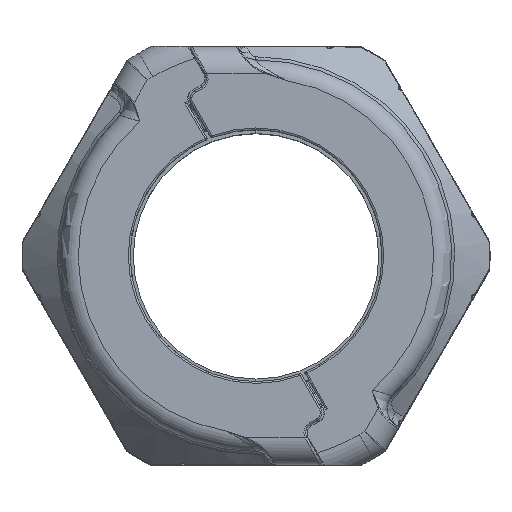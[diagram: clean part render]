
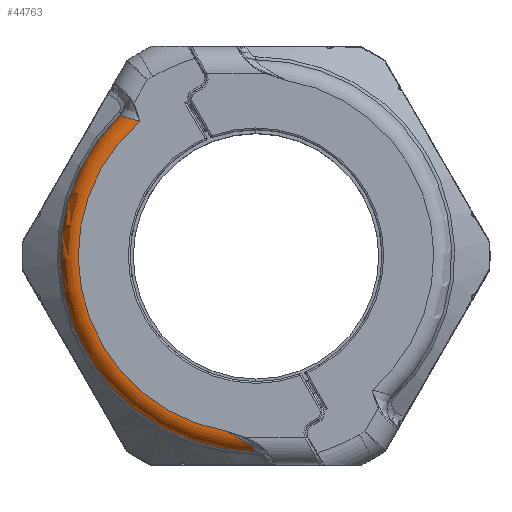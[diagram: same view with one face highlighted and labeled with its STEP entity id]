
A CAD part, top view. The second image highlights one B-rep face of the part: STEP entity #44763.
In plain terms, the highlighted toroidal (fillet/blend) face has major radius 19.487 mm and minor radius 2 mm.
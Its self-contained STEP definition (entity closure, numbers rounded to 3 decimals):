
#16 = CARTESIAN_POINT ( 'NONE',  ( -17.695, 10.948, 19.517 ) ) ;
#1488 = AXIS2_PLACEMENT_3D ( 'NONE', #48245, #24431, #28440 ) ;
#2848 = CARTESIAN_POINT ( 'NONE',  ( 20.01, 4.52, 19.712 ) ) ;
#4040 = CARTESIAN_POINT ( 'NONE',  ( -17.363, 11.082, 19.671 ) ) ;
#5925 = EDGE_CURVE ( 'NONE', #12563, #13119, #16626, .T. ) ;
#6716 = CARTESIAN_POINT ( 'NONE',  ( 19.491, 4.02, 19.966 ) ) ;
#6886 = CARTESIAN_POINT ( 'NONE',  ( 20.326, 4.815, 19.433 ) ) ;
#8059 = CARTESIAN_POINT ( 'NONE',  ( -17.121, 11.217, 19.75 ) ) ;
#9543 = DIRECTION ( 'NONE',  ( 0., 0., 1. ) ) ;
#9942 = TOROIDAL_SURFACE ( 'NONE', #1488, 19.487, 2. ) ;
#10910 = CARTESIAN_POINT ( 'NONE',  ( 20.627, 5.088, 18.936 ) ) ;
#11189 = AXIS2_PLACEMENT_3D ( 'NONE', #15690, #43505, #19685 ) ;
#12082 = CARTESIAN_POINT ( 'NONE',  ( -16.383, 11.64, 19.916 ) ) ;
#12563 = VERTEX_POINT ( 'NONE', #51607 ) ;
#13119 = VERTEX_POINT ( 'NONE', #22660 ) ;
#14918 = CARTESIAN_POINT ( 'NONE',  ( 20.749, 5.197, 18.587 ) ) ;
#15690 = CARTESIAN_POINT ( 'NONE',  ( -0.013, 0., 18.34 ) ) ;
#15927 = CARTESIAN_POINT ( 'NONE',  ( -18.328, 10.77, 18.954 ) ) ;
#16100 = CARTESIAN_POINT ( 'NONE',  ( -15.384, 12.208, 20. ) ) ;
#16626 = B_SPLINE_CURVE_WITH_KNOTS ( 'NONE', 3,
 ( #22749, #46409, #6716, #50568, #26751, #2848, #30747, #6886, #34752, #10910, #38769, #14918, #42734, #18934 ),
 .UNSPECIFIED., .F., .F.,
 ( 4, 2, 2, 2, 2, 2, 4 ),
 ( 0., 0.001, 0.001, 0.002, 0.002, 0.003, 0.003 ),
 .UNSPECIFIED. ) ;
#17313 = VERTEX_POINT ( 'NONE', #46360 ) ;
#17758 = AXIS2_PLACEMENT_3D ( 'NONE', #33364, #9543, #37399 ) ;
#18934 = CARTESIAN_POINT ( 'NONE',  ( 20.795, 5.238, 18.34 ) ) ;
#19685 = DIRECTION ( 'NONE',  ( -1., 0., 0. ) ) ;
#19921 = CARTESIAN_POINT ( 'NONE',  ( -18.143, 10.812, 19.173 ) ) ;
#21141 = VERTEX_POINT ( 'NONE', #29897 ) ;
#22660 = CARTESIAN_POINT ( 'NONE',  ( 20.795, 5.238, 18.34 ) ) ;
#22732 = EDGE_CURVE ( 'NONE', #13119, #21141, #37091, .T. ) ;
#22749 = CARTESIAN_POINT ( 'NONE',  ( 19.128, 3.653, 20. ) ) ;
#23922 = CARTESIAN_POINT ( 'NONE',  ( -17.854, 10.894, 19.421 ) ) ;
#24431 = DIRECTION ( 'NONE',  ( 0., 0., 1. ) ) ;
#26751 = CARTESIAN_POINT ( 'NONE',  ( 19.841, 4.36, 19.818 ) ) ;
#27933 = CARTESIAN_POINT ( 'NONE',  ( -17.447, 11.046, 19.637 ) ) ;
#28440 = DIRECTION ( 'NONE',  ( 1., 0., 0. ) ) ;
#29897 = CARTESIAN_POINT ( 'NONE',  ( -18.602, 10.718, 18.34 ) ) ;
#29960 = EDGE_LOOP ( 'NONE', ( #50387, #49734, #50426, #36294 ) ) ;
#30200 = EDGE_CURVE ( 'NONE', #12563, #17313, #36896, .T. ) ;
#30747 = CARTESIAN_POINT ( 'NONE',  ( 20.093, 4.598, 19.649 ) ) ;
#31738 = CARTESIAN_POINT ( 'NONE',  ( -18.602, 10.718, 18.34 ) ) ;
#31898 = CARTESIAN_POINT ( 'NONE',  ( -17.201, 11.17, 19.726 ) ) ;
#32252 = EDGE_CURVE ( 'NONE', #21141, #17313, #46479, .T. ) ;
#33364 = CARTESIAN_POINT ( 'NONE',  ( -0.013, 0., 20. ) ) ;
#34752 = CARTESIAN_POINT ( 'NONE',  ( 20.465, 4.942, 19.251 ) ) ;
#35767 = CARTESIAN_POINT ( 'NONE',  ( -18.56, 10.726, 18.528 ) ) ;
#35919 = CARTESIAN_POINT ( 'NONE',  ( -16.715, 11.45, 19.86 ) ) ;
#36294 = ORIENTED_EDGE ( 'NONE', *, *, #30200, .F. ) ;
#36896 = CIRCLE ( 'NONE', #17758, 19.487 ) ;
#37091 = CIRCLE ( 'NONE', #11189, 21.458 ) ;
#37399 = DIRECTION ( 'NONE',  ( 1., 0., 0. ) ) ;
#38769 = CARTESIAN_POINT ( 'NONE',  ( 20.674, 5.13, 18.822 ) ) ;
#39764 = CARTESIAN_POINT ( 'NONE',  ( -18.482, 10.74, 18.711 ) ) ;
#39939 = CARTESIAN_POINT ( 'NONE',  ( -15.718, 12.019, 19.986 ) ) ;
#42734 = CARTESIAN_POINT ( 'NONE',  ( 20.777, 5.222, 18.466 ) ) ;
#43505 = DIRECTION ( 'NONE',  ( 0., 0., 1. ) ) ;
#43739 = CARTESIAN_POINT ( 'NONE',  ( -18.27, 10.782, 19.03 ) ) ;
#43905 = CARTESIAN_POINT ( 'NONE',  ( -15.048, 12.397, 20. ) ) ;
#44763 = ADVANCED_FACE ( 'NONE', ( #51016 ), #9942, .T. ) ;
#46360 = CARTESIAN_POINT ( 'NONE',  ( -15.048, 12.397, 20. ) ) ;
#46409 = CARTESIAN_POINT ( 'NONE',  ( 19.308, 3.838, 20. ) ) ;
#46479 = B_SPLINE_CURVE_WITH_KNOTS ( 'NONE', 3,
 ( #31738, #35767, #39764, #15927, #43739, #19921, #47725, #23922, #16, #27933, #4040, #31898, #8059, #35919, #12082, #39939, #16100, #43905 ),
 .UNSPECIFIED., .F., .F.,
 ( 4, 2, 2, 2, 2, 2, 2, 2, 4 ),
 ( 0.003, 0.004, 0.004, 0.004, 0.005, 0.005, 0.005, 0.007, 0.008 ),
 .UNSPECIFIED. ) ;
#47725 = CARTESIAN_POINT ( 'NONE',  ( -18.072, 10.83, 19.24 ) ) ;
#48245 = CARTESIAN_POINT ( 'NONE',  ( -0.013, 0., 18. ) ) ;
#49734 = ORIENTED_EDGE ( 'NONE', *, *, #22732, .T. ) ;
#50387 = ORIENTED_EDGE ( 'NONE', *, *, #5925, .T. ) ;
#50426 = ORIENTED_EDGE ( 'NONE', *, *, #32252, .T. ) ;
#50568 = CARTESIAN_POINT ( 'NONE',  ( 19.755, 4.277, 19.862 ) ) ;
#51016 = FACE_OUTER_BOUND ( 'NONE', #29960, .T. ) ;
#51607 = CARTESIAN_POINT ( 'NONE',  ( 19.128, 3.653, 20. ) ) ;
